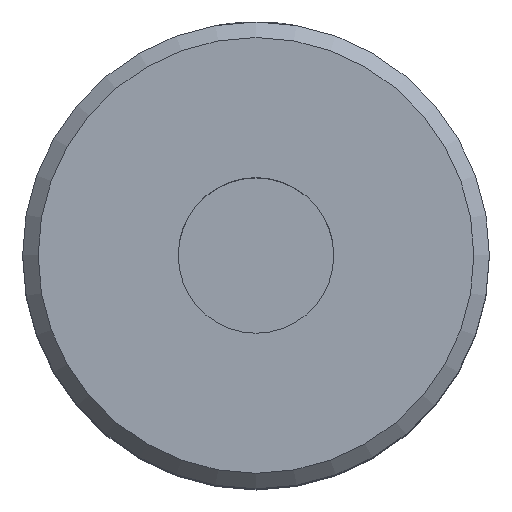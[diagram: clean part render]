
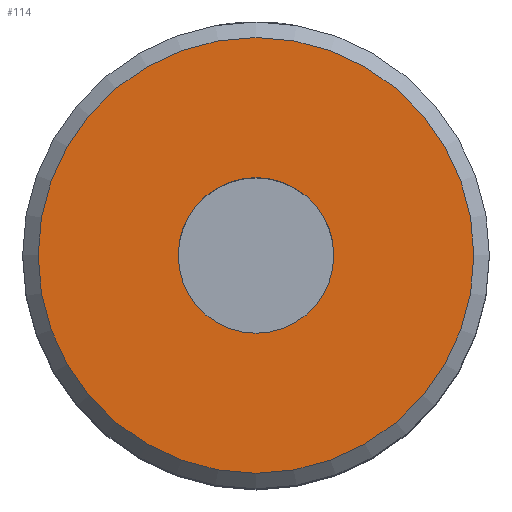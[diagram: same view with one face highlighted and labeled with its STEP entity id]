
A CAD part, top view. The second image highlights one B-rep face of the part: STEP entity #114.
In plain terms, the highlighted planar face has unit normal (0, 0, 1).
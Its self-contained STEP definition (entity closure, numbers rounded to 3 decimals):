
#114 = ADVANCED_FACE( '', ( #241, #242 ), #243, .F. );
#241 = FACE_OUTER_BOUND( '', #418, .T. );
#242 = FACE_BOUND( '', #419, .T. );
#243 = PLANE( '', #420 );
#418 = EDGE_LOOP( '', ( #744 ) );
#419 = EDGE_LOOP( '', ( #745 ) );
#420 = AXIS2_PLACEMENT_3D( '', #746, #747, #748 );
#744 = ORIENTED_EDGE( '', *, *, #939, .F. );
#745 = ORIENTED_EDGE( '', *, *, #905, .T. );
#746 = CARTESIAN_POINT( '', ( 0., 2.5, 22. ) );
#747 = DIRECTION( '', ( 0., 0., -1. ) );
#748 = DIRECTION( '', ( -1., 0., 0. ) );
#905 = EDGE_CURVE( '', #1033, #1033, #1034, .T. );
#939 = EDGE_CURVE( '', #1086, #1086, #1087, .T. );
#1033 = VERTEX_POINT( '', #1291 );
#1034 = CIRCLE( '', #1292, 2.5 );
#1086 = VERTEX_POINT( '', #1432 );
#1087 = CIRCLE( '', #1433, 7. );
#1291 = CARTESIAN_POINT( '', ( -2.5, 0., 22. ) );
#1292 = AXIS2_PLACEMENT_3D( '', #1528, #1529, #1530 );
#1432 = CARTESIAN_POINT( '', ( -7., 0., 22. ) );
#1433 = AXIS2_PLACEMENT_3D( '', #1579, #1580, #1581 );
#1528 = CARTESIAN_POINT( '', ( 0., 0., 22. ) );
#1529 = DIRECTION( '', ( 0., 0., -1. ) );
#1530 = DIRECTION( '', ( -1., 0., 0. ) );
#1579 = CARTESIAN_POINT( '', ( 0., 0., 22. ) );
#1580 = DIRECTION( '', ( 0., 0., -1. ) );
#1581 = DIRECTION( '', ( -1., 0., 0. ) );
